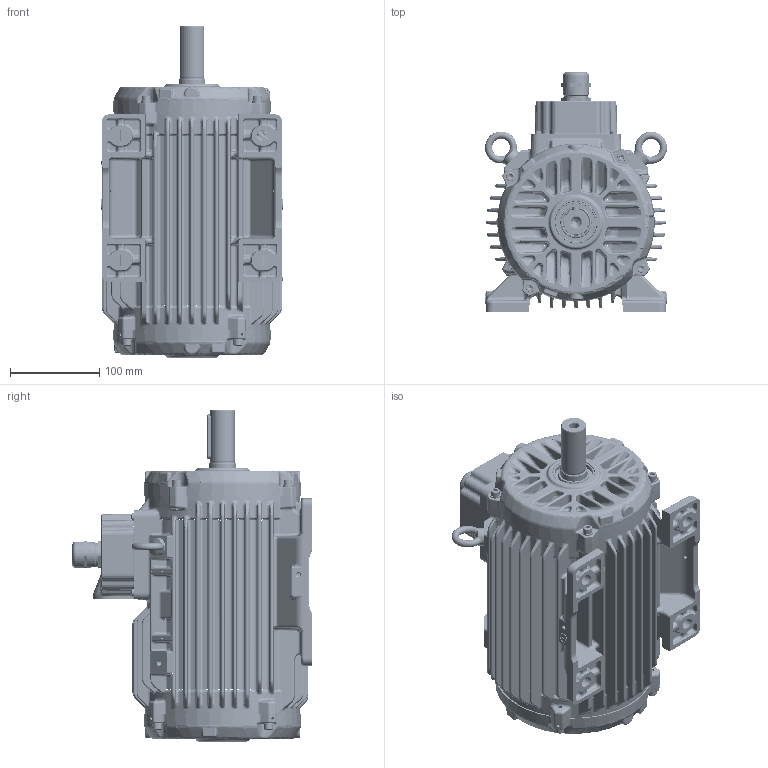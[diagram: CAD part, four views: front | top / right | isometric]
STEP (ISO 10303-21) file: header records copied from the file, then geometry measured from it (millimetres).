
FILE_DESCRIPTION(/* description */ (''),/* implementation_level */ '2;1');
FILE_NAME(/* name */ '652191901.stp',/* time_stamp */ '2023-01-23T12:13:52+03:00',/* author */ (''),/* organization */ (''),/* preprocessor_version */ 'ST-DEVELOPER v16',/* originating_system */ 'SIEMENS PLM Software NX 11.0',/* authorisation */ '');
FILE_SCHEMA (('AUTOMOTIVE_DESIGN { 1 0 10303 214 3 1 1 1 }'));
Products named in the file (1): 26032C0836B7xhuc
Bounding box: 204.22 x 268.7 x 372.5 mm (x, y, z)
Surface area: 514919.6 mm2 (no closed solid volume)
Topology: 0 solids, 92 shells, 5135 faces, 13204 edges, 7664 vertices
Faces by surface type: bspline 2152, cylinder 1214, plane 704, torus 511, cone 354, sphere 200
Full cylindrical faces by diameter (mm): 2.5 x2, 3.3 x4, 4.2 x2, 5 x8, 6.8 x2, 8 x4, 10 x8, 10.5 x1, 15 x1, 18 x1, 20 x2, 26.619 x1, 27.336 x1, 28 x1, 28.143 x1, 29.591 x2, 30 x1, 33 x1, 43 x1, 47 x1, 174 x1
Entity records: 204788 total; most frequent: CARTESIAN_POINT 97108, ORIENTED_EDGE 23628, DIRECTION 19671, EDGE_CURVE 12794, AXIS2_PLACEMENT_3D 8389, VERTEX_POINT 7623, EDGE_LOOP 5372, ADVANCED_FACE 5134
